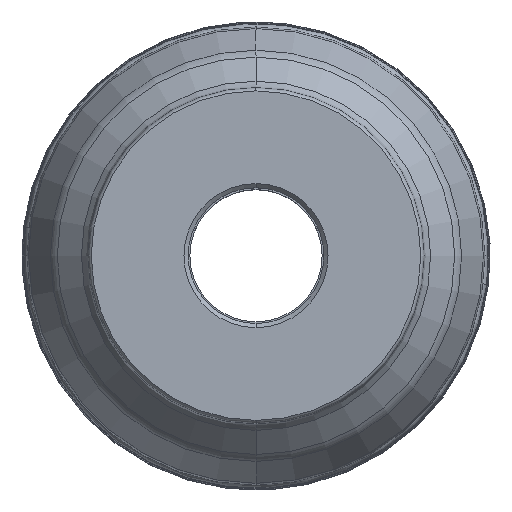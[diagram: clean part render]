
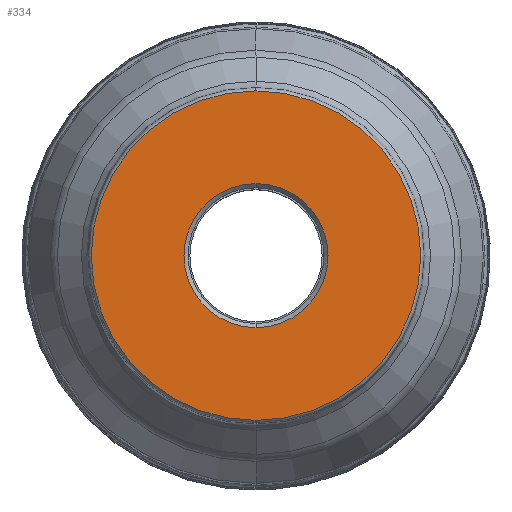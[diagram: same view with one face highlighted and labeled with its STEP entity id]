
A CAD part, top view. The second image highlights one B-rep face of the part: STEP entity #334.
In plain terms, the highlighted planar face has unit normal (0, 0, 1).
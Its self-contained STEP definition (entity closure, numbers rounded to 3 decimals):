
#45=PLANE('',#3033);
#53=FACE_BOUND('',#688,.T.);
#54=FACE_BOUND('',#689,.T.);
#334=ADVANCED_FACE('',(#53,#54),#45,.T.);
#688=EDGE_LOOP('',(#1266,#1267));
#689=EDGE_LOOP('',(#1268,#1269));
#1266=ORIENTED_EDGE('',*,*,#1856,.F.);
#1267=ORIENTED_EDGE('',*,*,#1857,.F.);
#1268=ORIENTED_EDGE('',*,*,#1855,.F.);
#1269=ORIENTED_EDGE('',*,*,#1853,.F.);
#1544=VERTEX_POINT('',#5683);
#1545=VERTEX_POINT('',#5685);
#1546=VERTEX_POINT('',#5691);
#1547=VERTEX_POINT('',#5692);
#1853=EDGE_CURVE('',#1544,#1545,#2225,.T.);
#1855=EDGE_CURVE('',#1545,#1544,#2226,.T.);
#1856=EDGE_CURVE('',#1546,#1547,#2227,.T.);
#1857=EDGE_CURVE('',#1547,#1546,#2228,.T.);
#2225=CIRCLE('',#3027,20.75);
#2226=CIRCLE('',#3029,20.75);
#2227=CIRCLE('',#3031,47.474);
#2228=CIRCLE('',#3032,47.474);
#3027=AXIS2_PLACEMENT_3D('',#5684,#3919,#3920);
#3029=AXIS2_PLACEMENT_3D('',#5688,#3924,#3925);
#3031=AXIS2_PLACEMENT_3D('',#5690,#3928,#3929);
#3032=AXIS2_PLACEMENT_3D('',#5693,#3930,#3931);
#3033=AXIS2_PLACEMENT_3D('',#5694,#3932,#3933);
#3919=DIRECTION('',(0.,0.,1.));
#3920=DIRECTION('',(0.,1.,0.));
#3924=DIRECTION('',(0.,0.,1.));
#3925=DIRECTION('',(0.,-1.,0.));
#3928=DIRECTION('',(0.,0.,-1.));
#3929=DIRECTION('',(0.,-1.,0.));
#3930=DIRECTION('',(0.,0.,-1.));
#3931=DIRECTION('',(0.,1.,0.));
#3932=DIRECTION('',(0.,0.,1.));
#3933=DIRECTION('',(0.,-1.,0.));
#5683=CARTESIAN_POINT('',(0.,20.75,0.));
#5684=CARTESIAN_POINT('',(0.,0.,0.));
#5685=CARTESIAN_POINT('',(0.,-20.75,0.));
#5688=CARTESIAN_POINT('',(0.,0.,0.));
#5690=CARTESIAN_POINT('',(0.,0.,0.));
#5691=CARTESIAN_POINT('',(0.008,-47.474,0.));
#5692=CARTESIAN_POINT('',(-0.008,47.474,0.));
#5693=CARTESIAN_POINT('',(0.,0.,0.));
#5694=CARTESIAN_POINT('',(0.,0.,0.));
